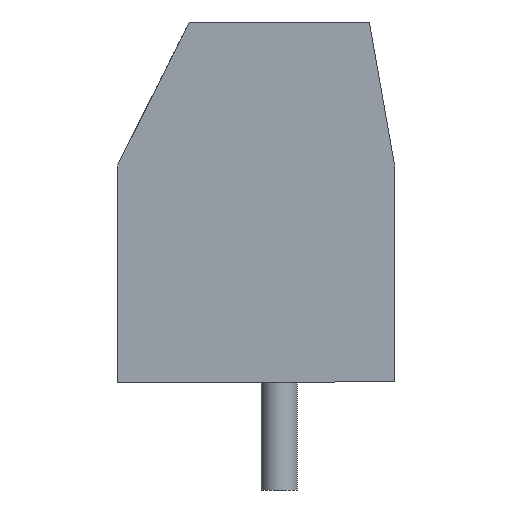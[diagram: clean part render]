
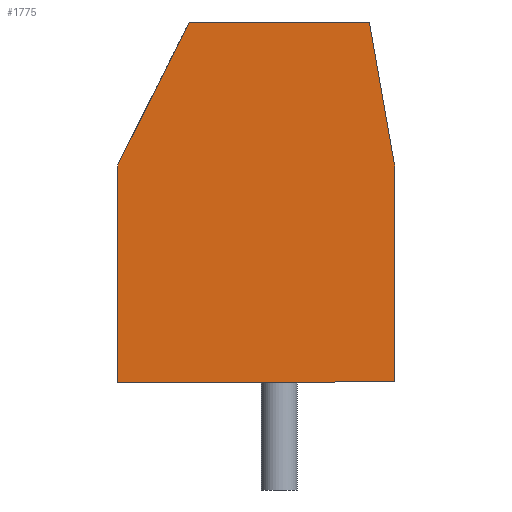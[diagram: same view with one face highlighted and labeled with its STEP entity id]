
A CAD part, left-side view. The second image highlights one B-rep face of the part: STEP entity #1775.
In plain terms, the highlighted planar face has unit normal (-1, 0, 0).
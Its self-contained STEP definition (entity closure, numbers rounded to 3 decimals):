
#1723 = EDGE_CURVE('',#1724,#1726,#1728,.T.);
#1724 = VERTEX_POINT('',#1725);
#1725 = CARTESIAN_POINT('',(-15.,-3.2,0.));
#1726 = VERTEX_POINT('',#1727);
#1727 = CARTESIAN_POINT('',(-15.,-3.2,6.));
#1728 = LINE('',#1729,#1730);
#1729 = CARTESIAN_POINT('',(-15.,-3.2,0.));
#1730 = VECTOR('',#1731,1.);
#1731 = DIRECTION('',(0.,0.,1.));
#1775 = ADVANCED_FACE('',(#1776),#1817,.T.);
#1776 = FACE_BOUND('',#1777,.T.);
#1777 = EDGE_LOOP('',(#1778,#1779,#1787,#1795,#1803,#1811));
#1778 = ORIENTED_EDGE('',*,*,#1723,.T.);
#1779 = ORIENTED_EDGE('',*,*,#1780,.T.);
#1780 = EDGE_CURVE('',#1726,#1781,#1783,.T.);
#1781 = VERTEX_POINT('',#1782);
#1782 = CARTESIAN_POINT('',(-15.,-2.5,10.));
#1783 = LINE('',#1784,#1785);
#1784 = CARTESIAN_POINT('',(-15.,-3.2,6.));
#1785 = VECTOR('',#1786,1.);
#1786 = DIRECTION('',(0.,0.172,0.985)
  );
#1787 = ORIENTED_EDGE('',*,*,#1788,.T.);
#1788 = EDGE_CURVE('',#1781,#1789,#1791,.T.);
#1789 = VERTEX_POINT('',#1790);
#1790 = CARTESIAN_POINT('',(-15.,2.5,10.));
#1791 = LINE('',#1792,#1793);
#1792 = CARTESIAN_POINT('',(-15.,-2.5,10.));
#1793 = VECTOR('',#1794,1.);
#1794 = DIRECTION('',(0.,1.,0.));
#1795 = ORIENTED_EDGE('',*,*,#1796,.T.);
#1796 = EDGE_CURVE('',#1789,#1797,#1799,.T.);
#1797 = VERTEX_POINT('',#1798);
#1798 = CARTESIAN_POINT('',(-15.,4.5,6.));
#1799 = LINE('',#1800,#1801);
#1800 = CARTESIAN_POINT('',(-15.,2.5,10.));
#1801 = VECTOR('',#1802,1.);
#1802 = DIRECTION('',(0.,0.447,-0.894));
#1803 = ORIENTED_EDGE('',*,*,#1804,.T.);
#1804 = EDGE_CURVE('',#1797,#1805,#1807,.T.);
#1805 = VERTEX_POINT('',#1806);
#1806 = CARTESIAN_POINT('',(-15.,4.5,0.));
#1807 = LINE('',#1808,#1809);
#1808 = CARTESIAN_POINT('',(-15.,4.5,6.));
#1809 = VECTOR('',#1810,1.);
#1810 = DIRECTION('',(0.,0.,-1.));
#1811 = ORIENTED_EDGE('',*,*,#1812,.T.);
#1812 = EDGE_CURVE('',#1805,#1724,#1813,.T.);
#1813 = LINE('',#1814,#1815);
#1814 = CARTESIAN_POINT('',(-15.,4.5,0.));
#1815 = VECTOR('',#1816,1.);
#1816 = DIRECTION('',(0.,-1.,0.));
#1817 = PLANE('',#1818);
#1818 = AXIS2_PLACEMENT_3D('',#1819,#1820,#1821);
#1819 = CARTESIAN_POINT('',(-15.,0.508,4.642));
#1820 = DIRECTION('',(-1.,0.,0.));
#1821 = DIRECTION('',(0.,0.,-1.));
